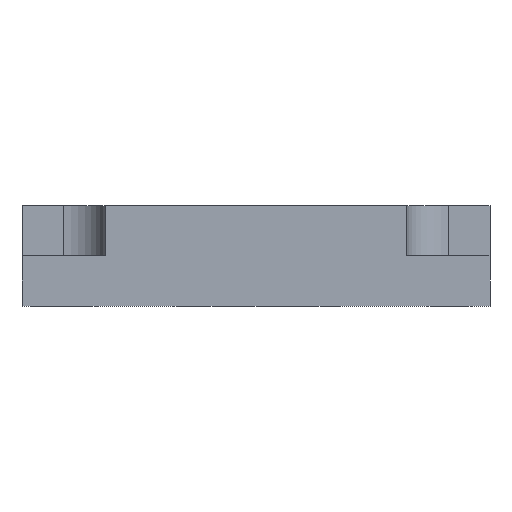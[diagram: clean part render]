
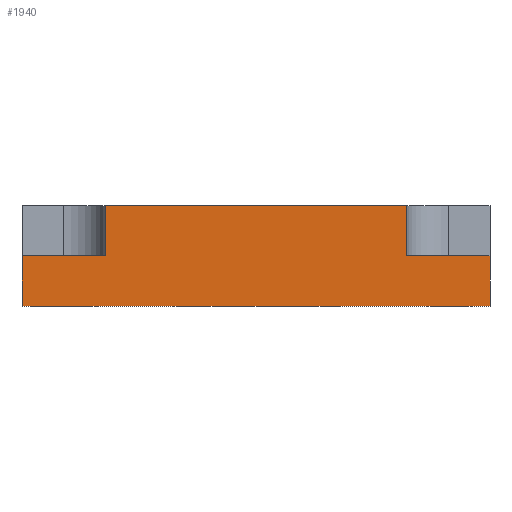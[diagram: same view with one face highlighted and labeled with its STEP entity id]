
A CAD part, front view. The second image highlights one B-rep face of the part: STEP entity #1940.
In plain terms, the highlighted planar face has unit normal (0, -1, 0).
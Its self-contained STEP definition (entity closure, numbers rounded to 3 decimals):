
#1058=CARTESIAN_POINT('POINT81',(0.564,-3.124,9.75));
#1059=VERTEX_POINT('VERTEX81',#1058);
#1066=CARTESIAN_POINT('POINT82',(0.564,-3.124,9.563));
#1067=VERTEX_POINT('VERTEX82',#1066);
#1068=CARTESIAN_POINT('POS123',(0.564,-3.124,9.563));
#1069=DIRECTION('DIR179',(0.,0.,-1.));
#1070=VECTOR('VEC67',#1069,1.);
#1071=LINE('STRAIGHT67',#1068,#1070);
#1072=EDGE_CURVE('EDGE105',#1059,#1067,#1071,.T.);
#1089=CARTESIAN_POINT('POINT83',(0.876,-3.124,9.563));
#1090=VERTEX_POINT('VERTEX83',#1089);
#1100=CARTESIAN_POINT('POS127',(0.564,-3.124,9.563));
#1101=DIRECTION('DIR184',(-1.,0.,0.));
#1102=VECTOR('VEC70',#1101,1.);
#1103=LINE('STRAIGHT70',#1100,#1102);
#1104=EDGE_CURVE('EDGE108',#1090,#1067,#1103,.T.);
#1259=CARTESIAN_POINT('POINT103',(-0.563,-3.124,9.75));
#1260=VERTEX_POINT('VERTEX103',#1259);
#1267=CARTESIAN_POINT('POS139',(-0.563,-3.124,9.75));
#1268=DIRECTION('DIR206',(-1.,0.,0.));
#1269=VECTOR('VEC72',#1268,1.);
#1270=LINE('STRAIGHT72',#1267,#1269);
#1271=EDGE_CURVE('EDGE128',#1059,#1260,#1270,.T.);
#1419=CARTESIAN_POINT('POINT109',(-0.563,-3.124,9.563));
#1420=VERTEX_POINT('VERTEX109',#1419);
#1427=CARTESIAN_POINT('POS158',(-0.563,-3.124,9.75));
#1428=DIRECTION('DIR230',(0.,0.,1.));
#1429=VECTOR('VEC86',#1428,1.);
#1430=LINE('STRAIGHT86',#1427,#1429);
#1431=EDGE_CURVE('EDGE144',#1420,#1260,#1430,.T.);
#1803=CARTESIAN_POINT('POINT128',(0.876,-3.124,9.375));
#1804=VERTEX_POINT('VERTEX128',#1803);
#1805=CARTESIAN_POINT('POS196',(0.876,-3.124,9.375));
#1806=DIRECTION('DIR287',(0.,0.,-1.));
#1807=VECTOR('VEC105',#1806,1.);
#1808=LINE('STRAIGHT105',#1805,#1807);
#1809=EDGE_CURVE('EDGE181',#1090,#1804,#1808,.T.);
#1885=CARTESIAN_POINT('POINT131',(-0.875,-3.124,9.375));
#1886=VERTEX_POINT('VERTEX131',#1885);
#1893=CARTESIAN_POINT('POINT132',(-0.875,-3.124,9.563));
#1894=VERTEX_POINT('VERTEX132',#1893);
#1895=CARTESIAN_POINT('POS204',(-0.875,-3.124,9.375));
#1896=DIRECTION('DIR297',(0.,0.,-1.));
#1897=VECTOR('VEC111',#1896,1.);
#1898=LINE('STRAIGHT111',#1895,#1897);
#1899=EDGE_CURVE('EDGE187',#1894,#1886,#1898,.T.);
#1915=ORIENTED_EDGE('COEDGE330',*,*,#1431,.F.);
#1916=CARTESIAN_POINT('POS207',(-0.875,-3.124,9.563));
#1917=DIRECTION('DIR301',(-1.,0.,0.));
#1918=VECTOR('VEC113',#1917,1.);
#1919=LINE('STRAIGHT113',#1916,#1918);
#1920=EDGE_CURVE('EDGE189',#1420,#1894,#1919,.T.);
#1921=ORIENTED_EDGE('COEDGE331',*,*,#1920,.T.);
#1922=ORIENTED_EDGE('COEDGE332',*,*,#1899,.T.);
#1923=CARTESIAN_POINT('POS208',(-0.875,-3.124,9.375));
#1924=DIRECTION('DIR302',(-1.,0.,0.));
#1925=VECTOR('VEC114',#1924,1.);
#1926=LINE('STRAIGHT114',#1923,#1925);
#1927=EDGE_CURVE('EDGE190',#1804,#1886,#1926,.T.);
#1928=ORIENTED_EDGE('COEDGE333',*,*,#1927,.F.);
#1929=ORIENTED_EDGE('COEDGE334',*,*,#1809,.F.);
#1930=ORIENTED_EDGE('COEDGE335',*,*,#1104,.T.);
#1931=ORIENTED_EDGE('COEDGE336',*,*,#1072,.F.);
#1932=ORIENTED_EDGE('COEDGE337',*,*,#1271,.T.);
#1933=EDGE_LOOP('NONE',(#1915,#1921,#1922,#1928,#1929,#1930,#1931,#1932)
   );
#1934=FACE_BOUND('LOOP1',#1933,.T.);
#1935=CARTESIAN_POINT('POS209',(-0.875,-3.124,9.375));
#1936=DIRECTION('DIR303',(0.,-1.,0.));
#1937=DIRECTION('DIR304',(1.,0.,0.));
#1938=AXIS2_PLACEMENT_3D('AXIS95',#1935,#1936,#1937);
#1939=PLANE('PLANE30',#1938);
#1940=ADVANCED_FACE('FACE60',(#1934),#1939,.T.);
